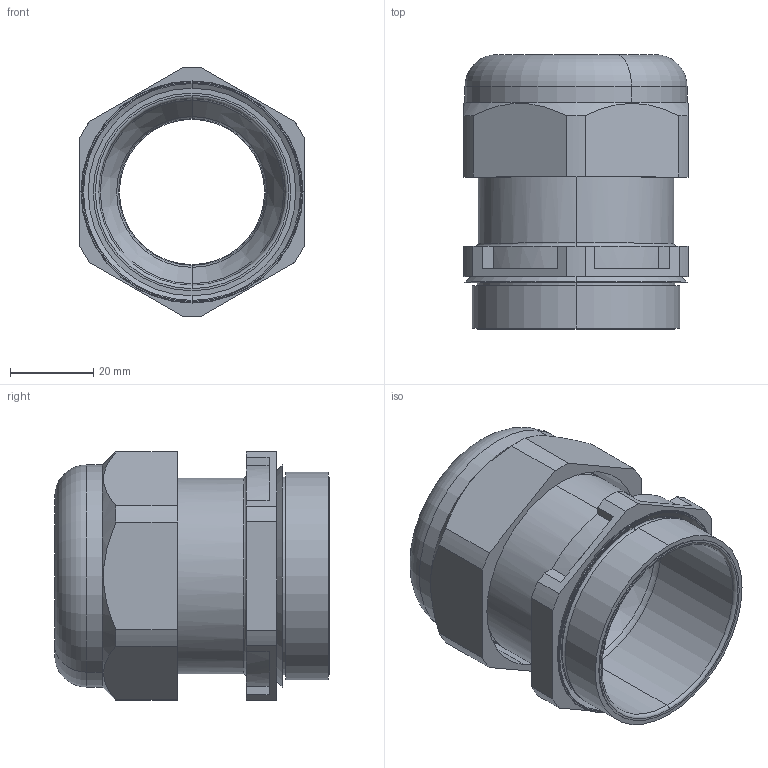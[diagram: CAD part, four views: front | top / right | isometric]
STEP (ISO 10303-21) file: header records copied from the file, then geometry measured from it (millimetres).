
FILE_DESCRIPTION (( 'STEP AP214' ), '1' );
FILE_NAME ('2022906.stp', '2017-09-15T07:16:19', ( '' ), ( '' ), 'SwSTEP 2.0', 'SolidWorks 2016', '' );
FILE_SCHEMA (( 'AUTOMOTIVE_DESIGN' ));
Length unit declared in the file: millimetre
Products named in the file (4): EV501_M50; 0006525_grafische Darstellung; 0006527_grafische Darstellung; 2022906
Assembly tree (3 placements, depth 2):
  2022906
    0006527_grafische Darstellung
    0006525_grafische Darstellung
    EV501_M50
Bounding box: 54 x 66.15 x 59.99 mm (x, y, z)
Volume: 44874 mm3; surface area: 37650.5 mm2
Topology: 3 solids, 3 shells, 427 faces, 1163 edges, 747 vertices
Faces by surface type: plane 183, cylinder 114, torus 93, cone 37
Entity records: 14380 total; most frequent: CARTESIAN_POINT 3745, ORIENTED_EDGE 2326, DIRECTION 2135, EDGE_CURVE 1163, AXIS2_PLACEMENT_3D 837, VERTEX_POINT 747, VECTOR 461, LINE 461
